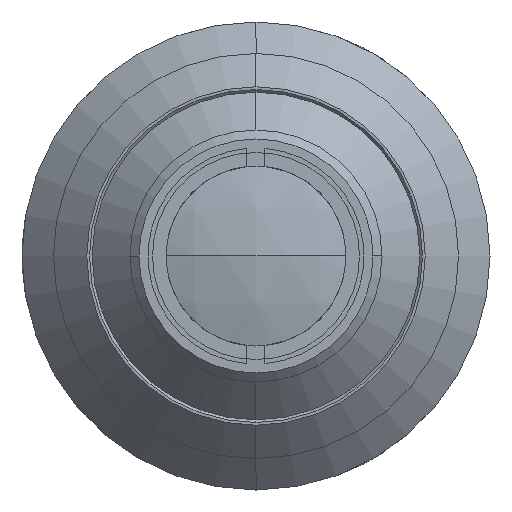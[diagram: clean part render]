
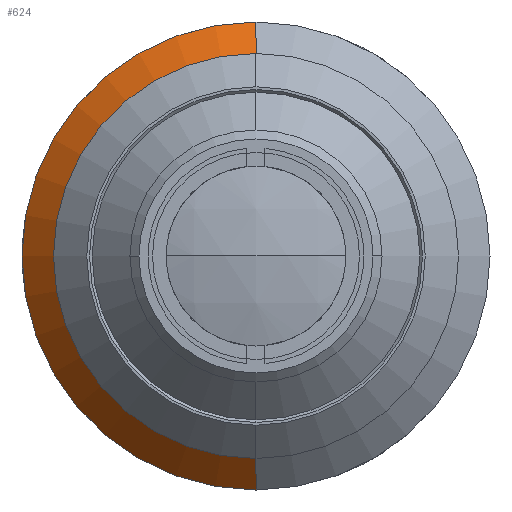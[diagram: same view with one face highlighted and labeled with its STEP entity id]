
A CAD part, left-side view. The second image highlights one B-rep face of the part: STEP entity #624.
In plain terms, the highlighted conical face has half-angle 45 degrees and reference radius 26 mm.
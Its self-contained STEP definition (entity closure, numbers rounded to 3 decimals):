
#206 = DIRECTION ( 'NONE',  ( 0., 0., 1. ) ) ;
#277 = DIRECTION ( 'NONE',  ( 0., 0., -1. ) ) ;
#319 = FACE_OUTER_BOUND ( 'NONE', #1670, .T. ) ;
#479 = ORIENTED_EDGE ( 'NONE', *, *, #1979, .F. ) ;
#550 = CARTESIAN_POINT ( 'NONE',  ( 99.91, 0., 26. ) ) ;
#613 = CARTESIAN_POINT ( 'NONE',  ( 99.91, 0., 0. ) ) ;
#624 = ADVANCED_FACE ( 'NONE', ( #319 ), #1117, .T. ) ;
#723 = CARTESIAN_POINT ( 'NONE',  ( 96.41, 0., 22.5 ) ) ;
#724 = VERTEX_POINT ( 'NONE', #2767 ) ;
#749 = CIRCLE ( 'NONE', #898, 22.5 ) ;
#898 = AXIS2_PLACEMENT_3D ( 'NONE', #2822, #1901, #206 ) ;
#905 = VECTOR ( 'NONE', #1599, 1000. ) ;
#958 = ORIENTED_EDGE ( 'NONE', *, *, #3041, .F. ) ;
#986 = LINE ( 'NONE', #1410, #2076 ) ;
#1007 = AXIS2_PLACEMENT_3D ( 'NONE', #613, #1624, #2572 ) ;
#1011 = CARTESIAN_POINT ( 'NONE',  ( 99.91, 0., 0. ) ) ;
#1117 = CONICAL_SURFACE ( 'NONE', #3119, 26., 0.785 ) ;
#1329 = VERTEX_POINT ( 'NONE', #550 ) ;
#1410 = CARTESIAN_POINT ( 'NONE',  ( 99.91, 0., 26. ) ) ;
#1579 = EDGE_CURVE ( 'NONE', #1612, #1329, #986, .T. ) ;
#1599 = DIRECTION ( 'NONE',  ( 0.707, 0., -0.707 ) ) ;
#1612 = VERTEX_POINT ( 'NONE', #723 ) ;
#1624 = DIRECTION ( 'NONE',  ( -1., 0., 0. ) ) ;
#1639 = CARTESIAN_POINT ( 'NONE',  ( 99.91, 0., -26. ) ) ;
#1670 = EDGE_LOOP ( 'NONE', ( #479, #3089, #2256, #958 ) ) ;
#1714 = CARTESIAN_POINT ( 'NONE',  ( 96.41, 0., -22.5 ) ) ;
#1875 = LINE ( 'NONE', #1639, #905 ) ;
#1901 = DIRECTION ( 'NONE',  ( -1., 0., 0. ) ) ;
#1979 = EDGE_CURVE ( 'NONE', #1612, #2487, #749, .T. ) ;
#2076 = VECTOR ( 'NONE', #2892, 1000. ) ;
#2256 = ORIENTED_EDGE ( 'NONE', *, *, #2752, .T. ) ;
#2466 = DIRECTION ( 'NONE',  ( 1., 0., 0. ) ) ;
#2487 = VERTEX_POINT ( 'NONE', #1714 ) ;
#2572 = DIRECTION ( 'NONE',  ( 0., 0., 1. ) ) ;
#2752 = EDGE_CURVE ( 'NONE', #1329, #724, #3049, .T. ) ;
#2767 = CARTESIAN_POINT ( 'NONE',  ( 99.91, 0., -26. ) ) ;
#2822 = CARTESIAN_POINT ( 'NONE',  ( 96.41, 0., 0. ) ) ;
#2892 = DIRECTION ( 'NONE',  ( 0.707, 0., 0.707 ) ) ;
#3041 = EDGE_CURVE ( 'NONE', #2487, #724, #1875, .T. ) ;
#3049 = CIRCLE ( 'NONE', #1007, 26. ) ;
#3089 = ORIENTED_EDGE ( 'NONE', *, *, #1579, .T. ) ;
#3119 = AXIS2_PLACEMENT_3D ( 'NONE', #1011, #2466, #277 ) ;
